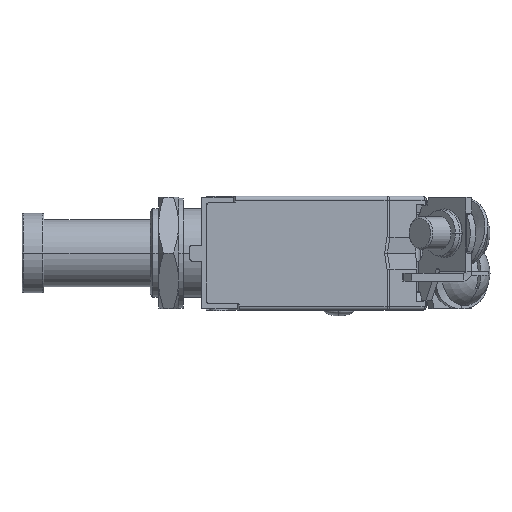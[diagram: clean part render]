
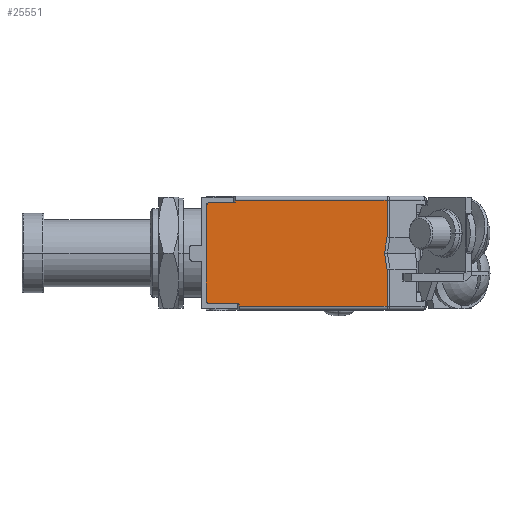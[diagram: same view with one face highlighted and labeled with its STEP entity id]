
A CAD part, left-side view. The second image highlights one B-rep face of the part: STEP entity #25551.
In plain terms, the highlighted planar face has unit normal (-1, 0, 0).
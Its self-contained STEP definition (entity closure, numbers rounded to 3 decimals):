
#49=DIRECTION('',(0.,-0.147,0.989));
#50=VECTOR('',#49,2.048);
#51=CARTESIAN_POINT('',(-9.825,3.262,0.));
#52=LINE('',#51,#50);
#57=CARTESIAN_POINT('',(-9.825,3.262,0.));
#72=DIRECTION('',(0.,0.147,0.989));
#73=VECTOR('',#72,2.048);
#74=CARTESIAN_POINT('',(-9.825,2.961,-2.026));
#75=LINE('',#74,#73);
#76=DIRECTION('',(0.,0.,-1.));
#77=VECTOR('',#76,4.654);
#78=CARTESIAN_POINT('',(-9.825,2.961,-2.026));
#79=LINE('',#78,#77);
#100=DIRECTION('',(0.,-1.,0.));
#101=VECTOR('',#100,3.2);
#102=CARTESIAN_POINT('',(-9.825,25.3,6.3));
#103=LINE('',#102,#101);
#104=DIRECTION('',(0.,0.,-1.));
#105=VECTOR('',#104,0.25);
#106=CARTESIAN_POINT('',(-9.825,22.,6.65));
#107=LINE('',#106,#105);
#108=DIRECTION('',(0.,0.,1.));
#109=VECTOR('',#108,0.25);
#110=CARTESIAN_POINT('',(-9.825,21.5,-6.68));
#111=LINE('',#110,#109);
#112=DIRECTION('',(0.,-1.,0.));
#113=VECTOR('',#112,3.7);
#114=CARTESIAN_POINT('',(-9.825,25.3,-6.33));
#115=LINE('',#114,#113);
#120=DIRECTION('',(0.,0.,-1.));
#121=VECTOR('',#120,12.03);
#122=CARTESIAN_POINT('',(-9.825,25.6,6.));
#123=LINE('',#122,#121);
#158=DIRECTION('',(0.,-0.707,-0.707));
#159=VECTOR('',#158,0.424);
#160=CARTESIAN_POINT('',(-9.825,25.6,-6.03));
#161=LINE('',#160,#159);
#208=CARTESIAN_POINT('',(-9.825,21.6,-6.43));
#209=DIRECTION('',(1.,0.,0.));
#210=DIRECTION('',(0.,0.,1.));
#211=AXIS2_PLACEMENT_3D('',#208,#209,#210);
#213=DIRECTION('',(0.,1.,0.));
#214=VECTOR('',#213,18.539);
#215=CARTESIAN_POINT('',(-9.825,2.961,-6.68));
#216=LINE('',#215,#214);
#3216=DIRECTION('',(0.,0.,1.));
#3217=VECTOR('',#3216,4.624);
#3218=CARTESIAN_POINT('',(-9.825,2.961,2.026));
#3219=LINE('',#3218,#3217);
#3346=DIRECTION('',(0.,-1.,0.));
#3347=VECTOR('',#3346,19.039);
#3348=CARTESIAN_POINT('',(-9.825,22.,6.65));
#3349=LINE('',#3348,#3347);
#3367=CARTESIAN_POINT('',(-9.825,22.1,6.4));
#3368=DIRECTION('',(1.,0.,0.));
#3369=DIRECTION('',(0.,-1.,0.));
#3370=AXIS2_PLACEMENT_3D('',#3367,#3368,#3369);
#10488=DIRECTION('',(0.,-0.707,0.707));
#10489=VECTOR('',#10488,0.424);
#10490=CARTESIAN_POINT('',(-9.825,25.6,6.));
#10491=LINE('',#10490,#10489);
#20686=CARTESIAN_POINT('',(-9.825,25.6,-6.03));
#20687=CARTESIAN_POINT('',(-9.825,25.3,-6.33));
#20688=VERTEX_POINT('',#20686);
#20689=VERTEX_POINT('',#20687);
#20847=CARTESIAN_POINT('',(-9.825,21.5,-6.43));
#20849=VERTEX_POINT('',#20847);
#20851=CARTESIAN_POINT('',(-9.825,21.6,-6.33));
#20853=VERTEX_POINT('',#20851);
#20925=CARTESIAN_POINT('',(-9.825,2.961,-6.68));
#20926=CARTESIAN_POINT('',(-9.825,21.5,-6.68));
#20927=VERTEX_POINT('',#20925);
#20928=VERTEX_POINT('',#20926);
#20933=CARTESIAN_POINT('',(-9.825,2.961,-2.026));
#20934=VERTEX_POINT('',#20933);
#21536=CARTESIAN_POINT('',(-9.825,25.6,6.));
#21537=CARTESIAN_POINT('',(-9.825,25.3,6.3));
#21538=VERTEX_POINT('',#21536);
#21539=VERTEX_POINT('',#21537);
#21695=CARTESIAN_POINT('',(-9.825,22.1,6.3));
#21697=VERTEX_POINT('',#21695);
#21699=CARTESIAN_POINT('',(-9.825,22.,6.4));
#21701=VERTEX_POINT('',#21699);
#21755=CARTESIAN_POINT('',(-9.825,2.961,2.026));
#21756=CARTESIAN_POINT('',(-9.825,2.961,6.65));
#21757=VERTEX_POINT('',#21755);
#21758=VERTEX_POINT('',#21756);
#21767=CARTESIAN_POINT('',(-9.825,22.,6.65));
#21768=VERTEX_POINT('',#21767);
#24044=VERTEX_POINT('',#57);
#25517=CARTESIAN_POINT('',(-9.825,25.6,0.));
#25518=DIRECTION('',(-1.,0.,0.));
#25519=DIRECTION('',(0.,-1.,0.));
#25520=AXIS2_PLACEMENT_3D('',#25517,#25518,#25519);
#25521=PLANE('',#25520);
#25523=ORIENTED_EDGE('',*,*,#25522,.F.);
#25525=ORIENTED_EDGE('',*,*,#25524,.T.);
#25527=ORIENTED_EDGE('',*,*,#25526,.T.);
#25529=ORIENTED_EDGE('',*,*,#25528,.F.);
#25531=ORIENTED_EDGE('',*,*,#25530,.F.);
#25533=ORIENTED_EDGE('',*,*,#25532,.T.);
#25535=ORIENTED_EDGE('',*,*,#25534,.F.);
#25536=ORIENTED_EDGE('',*,*,#25480,.F.);
#25537=ORIENTED_EDGE('',*,*,#25497,.F.);
#25538=ORIENTED_EDGE('',*,*,#25507,.T.);
#25540=ORIENTED_EDGE('',*,*,#25539,.T.);
#25542=ORIENTED_EDGE('',*,*,#25541,.T.);
#25544=ORIENTED_EDGE('',*,*,#25543,.F.);
#25546=ORIENTED_EDGE('',*,*,#25545,.F.);
#25548=ORIENTED_EDGE('',*,*,#25547,.F.);
#25549=EDGE_LOOP('',(#25523,#25525,#25527,#25529,#25531,#25533,#25535,#25536,
#25537,#25538,#25540,#25542,#25544,#25546,#25548));
#25550=FACE_OUTER_BOUND('',#25549,.F.);
#212=CIRCLE('',#211,0.1);
#3371=CIRCLE('',#3370,0.1);
#25480=EDGE_CURVE('',#24044,#21757,#52,.T.);
#25497=EDGE_CURVE('',#20934,#24044,#75,.T.);
#25507=EDGE_CURVE('',#20934,#20927,#79,.T.);
#25522=EDGE_CURVE('',#21538,#20688,#123,.T.);
#25524=EDGE_CURVE('',#21538,#21539,#10491,.T.);
#25526=EDGE_CURVE('',#21539,#21697,#103,.T.);
#25528=EDGE_CURVE('',#21701,#21697,#3371,.T.);
#25530=EDGE_CURVE('',#21768,#21701,#107,.T.);
#25532=EDGE_CURVE('',#21768,#21758,#3349,.T.);
#25534=EDGE_CURVE('',#21757,#21758,#3219,.T.);
#25539=EDGE_CURVE('',#20927,#20928,#216,.T.);
#25541=EDGE_CURVE('',#20928,#20849,#111,.T.);
#25543=EDGE_CURVE('',#20853,#20849,#212,.T.);
#25545=EDGE_CURVE('',#20689,#20853,#115,.T.);
#25547=EDGE_CURVE('',#20688,#20689,#161,.T.);
#25551=ADVANCED_FACE('',(#25550),#25521,.T.);
